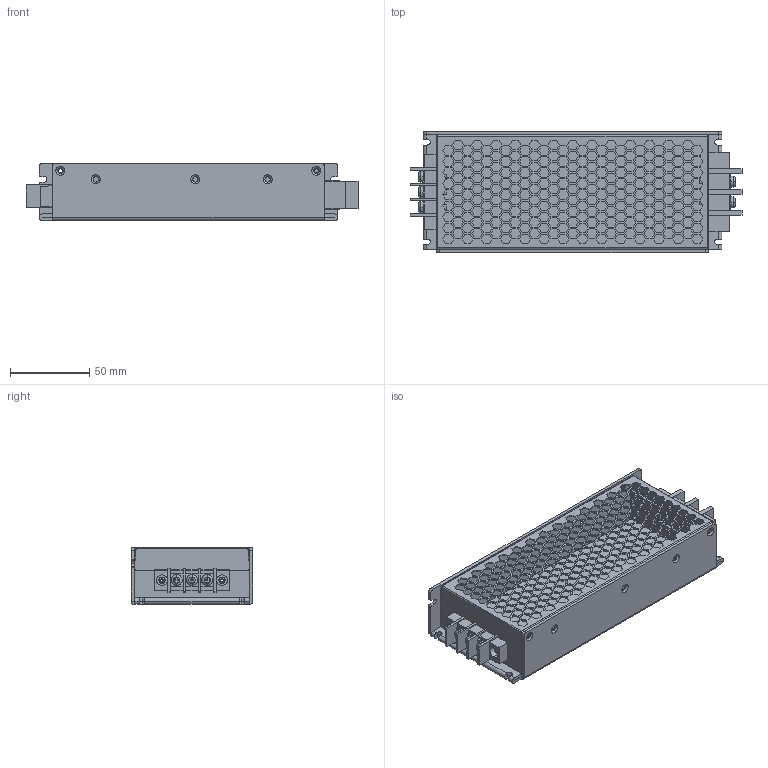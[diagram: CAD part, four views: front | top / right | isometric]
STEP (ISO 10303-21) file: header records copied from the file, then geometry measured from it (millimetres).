
FILE_DESCRIPTION(('OneSpaceDesigner STEP Export'),'2;1');
FILE_NAME('RSD-150.stp','2012-02-21T15:42:23',(''),(''),'OneSpace Designer STEP processor for AP214 (Solid Model)','OneSpace Designer 13.20 11-May-2005 (C) CoCreate Software GmbH','');
FILE_SCHEMA(('AUTOMOTIVE_DESIGN { 1 0 10303 214 1 1 1 1 }'));
Length unit declared in the file: millimetre
Products named in the file (4): ºÝ¤l1; p1; ºÝ¤l; RSD-150
Assembly tree (3 placements, depth 2):
  RSD-150
    ºÝ¤l
    p1
    ºÝ¤l1
Bounding box: 210.09 x 77 x 36 mm (x, y, z)
Volume: 81991.5 mm3; surface area: 89842.3 mm2
Topology: 3 solids, 3 shells, 1971 faces, 5729 edges, 3767 vertices
Faces by surface type: plane 1779, cylinder 148, torus 26, cone 18
Entity records: 64382 total; most frequent: ORIENTED_EDGE 11458, CARTESIAN_POINT 11105, DIRECTION 9407, EDGE_CURVE 5729, VECTOR 5269, LINE 5269, VERTEX_POINT 3767, EDGE_LOOP 2524
